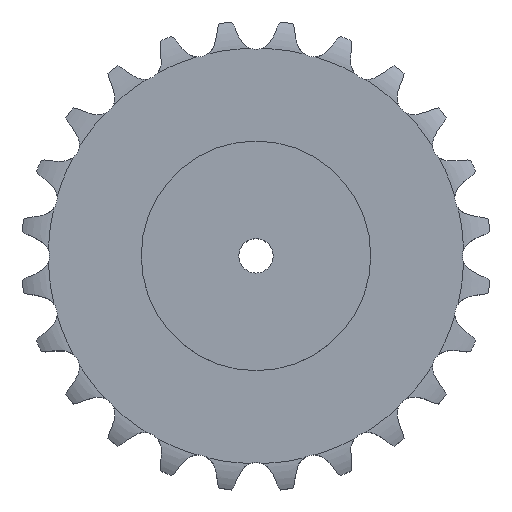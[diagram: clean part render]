
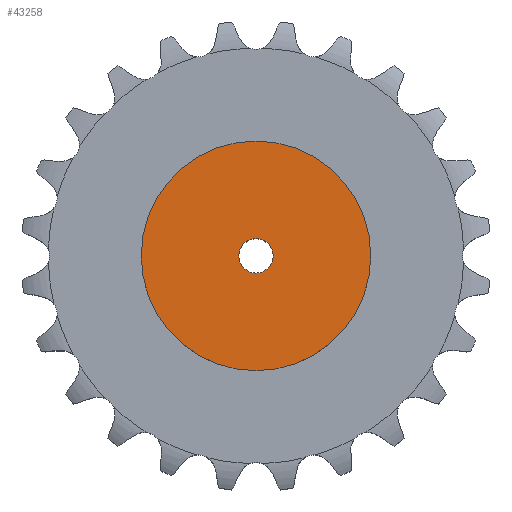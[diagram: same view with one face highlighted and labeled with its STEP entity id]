
A CAD part, top view. The second image highlights one B-rep face of the part: STEP entity #43258.
In plain terms, the highlighted planar face has unit normal (0, 0, 1).
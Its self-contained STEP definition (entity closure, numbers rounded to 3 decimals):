
#23073 = CYLINDRICAL_SURFACE('',#23074,15.);
#23074 = AXIS2_PLACEMENT_3D('',#23075,#23076,#23077);
#23075 = CARTESIAN_POINT('',(0.,0.,634.808));
#23076 = DIRECTION('',(0.,0.,1.));
#23077 = DIRECTION('',(1.,0.,0.));
#29261 = EDGE_CURVE('',#29262,#29262,#29264,.T.);
#29262 = VERTEX_POINT('',#29263);
#29263 = CARTESIAN_POINT('',(15.,0.,120.));
#29264 = SURFACE_CURVE('',#29265,(#29270,#29277),.PCURVE_S1.);
#29265 = CIRCLE('',#29266,15.);
#29266 = AXIS2_PLACEMENT_3D('',#29267,#29268,#29269);
#29267 = CARTESIAN_POINT('',(0.,0.,120.));
#29268 = DIRECTION('',(0.,0.,1.));
#29269 = DIRECTION('',(1.,0.,0.));
#29270 = PCURVE('',#23073,#29271);
#29271 = DEFINITIONAL_REPRESENTATION('',(#29272),#29276);
#29272 = LINE('',#29273,#29274);
#29273 = CARTESIAN_POINT('',(0.,-514.808));
#29274 = VECTOR('',#29275,1.);
#29275 = DIRECTION('',(1.,0.));
#29276 = ( GEOMETRIC_REPRESENTATION_CONTEXT(2) 
PARAMETRIC_REPRESENTATION_CONTEXT() REPRESENTATION_CONTEXT('2D SPACE',''
  ) );
#29277 = PCURVE('',#29278,#29283);
#29278 = PLANE('',#29279);
#29279 = AXIS2_PLACEMENT_3D('',#29280,#29281,#29282);
#29280 = CARTESIAN_POINT('',(0.,0.,120.
    ));
#29281 = DIRECTION('',(0.,0.,1.));
#29282 = DIRECTION('',(1.,0.,0.));
#29283 = DEFINITIONAL_REPRESENTATION('',(#29284),#29288);
#29284 = CIRCLE('',#29285,15.);
#29285 = AXIS2_PLACEMENT_2D('',#29286,#29287);
#29286 = CARTESIAN_POINT('',(0.,0.));
#29287 = DIRECTION('',(1.,0.));
#29288 = ( GEOMETRIC_REPRESENTATION_CONTEXT(2) 
PARAMETRIC_REPRESENTATION_CONTEXT() REPRESENTATION_CONTEXT('2D SPACE',''
  ) );
#43258 = ADVANCED_FACE('',(#43259,#43290),#29278,.T.);
#43259 = FACE_BOUND('',#43260,.T.);
#43260 = EDGE_LOOP('',(#43261));
#43261 = ORIENTED_EDGE('',*,*,#43262,.T.);
#43262 = EDGE_CURVE('',#43263,#43263,#43265,.T.);
#43263 = VERTEX_POINT('',#43264);
#43264 = CARTESIAN_POINT('',(100.,0.,120.));
#43265 = SURFACE_CURVE('',#43266,(#43271,#43278),.PCURVE_S1.);
#43266 = CIRCLE('',#43267,100.);
#43267 = AXIS2_PLACEMENT_3D('',#43268,#43269,#43270);
#43268 = CARTESIAN_POINT('',(0.,0.,120.));
#43269 = DIRECTION('',(0.,0.,1.));
#43270 = DIRECTION('',(1.,0.,0.));
#43271 = PCURVE('',#29278,#43272);
#43272 = DEFINITIONAL_REPRESENTATION('',(#43273),#43277);
#43273 = CIRCLE('',#43274,100.);
#43274 = AXIS2_PLACEMENT_2D('',#43275,#43276);
#43275 = CARTESIAN_POINT('',(0.,0.));
#43276 = DIRECTION('',(1.,0.));
#43277 = ( GEOMETRIC_REPRESENTATION_CONTEXT(2) 
PARAMETRIC_REPRESENTATION_CONTEXT() REPRESENTATION_CONTEXT('2D SPACE',''
  ) );
#43278 = PCURVE('',#43279,#43284);
#43279 = CYLINDRICAL_SURFACE('',#43280,100.);
#43280 = AXIS2_PLACEMENT_3D('',#43281,#43282,#43283);
#43281 = CARTESIAN_POINT('',(0.,0.,0.));
#43282 = DIRECTION('',(-0.,-0.,-1.));
#43283 = DIRECTION('',(1.,0.,0.));
#43284 = DEFINITIONAL_REPRESENTATION('',(#43285),#43289);
#43285 = LINE('',#43286,#43287);
#43286 = CARTESIAN_POINT('',(-0.,-120.));
#43287 = VECTOR('',#43288,1.);
#43288 = DIRECTION('',(-1.,0.));
#43289 = ( GEOMETRIC_REPRESENTATION_CONTEXT(2) 
PARAMETRIC_REPRESENTATION_CONTEXT() REPRESENTATION_CONTEXT('2D SPACE',''
  ) );
#43290 = FACE_BOUND('',#43291,.T.);
#43291 = EDGE_LOOP('',(#43292));
#43292 = ORIENTED_EDGE('',*,*,#29261,.F.);
